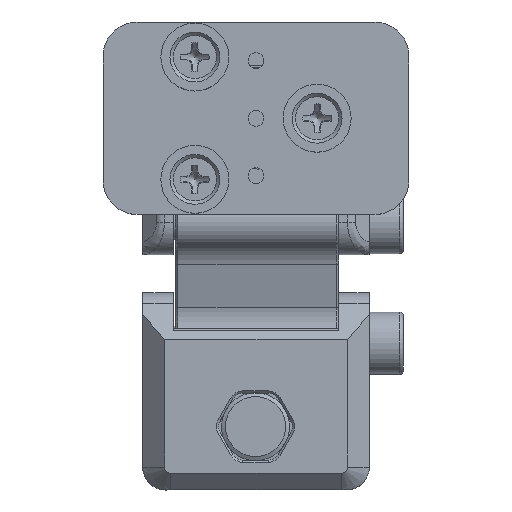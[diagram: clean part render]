
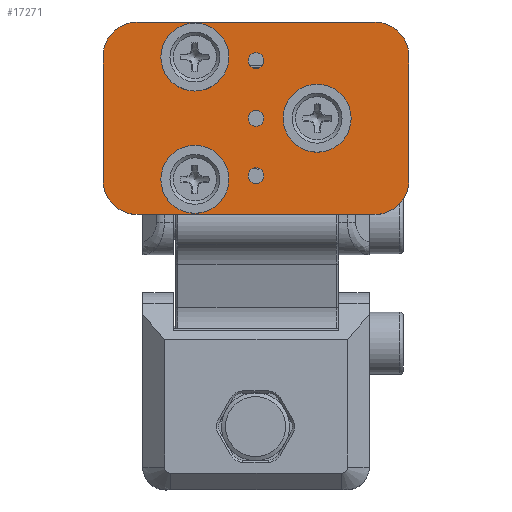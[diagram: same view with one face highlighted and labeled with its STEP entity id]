
A CAD part, top view. The second image highlights one B-rep face of the part: STEP entity #17271.
In plain terms, the highlighted planar face has unit normal (0, 0, 1).
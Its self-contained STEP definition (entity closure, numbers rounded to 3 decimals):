
#1611=PLANE('',#18872);
#1976=CIRCLE('',#18873,1.2);
#1977=CIRCLE('',#18874,1.2);
#1978=CIRCLE('',#18875,1.2);
#1979=CIRCLE('',#18876,0.7);
#1980=CIRCLE('',#18877,0.7);
#1981=CIRCLE('',#18878,0.7);
#1982=CIRCLE('',#18879,3.);
#1983=CIRCLE('',#18880,3.);
#1984=CIRCLE('',#18881,3.);
#1985=CIRCLE('',#18882,3.);
#4418=ORIENTED_EDGE('',*,*,#8480,.T.);
#4419=ORIENTED_EDGE('',*,*,#8481,.T.);
#4420=ORIENTED_EDGE('',*,*,#8482,.T.);
#4421=ORIENTED_EDGE('',*,*,#8483,.T.);
#4422=ORIENTED_EDGE('',*,*,#8484,.T.);
#4423=ORIENTED_EDGE('',*,*,#8485,.T.);
#4424=ORIENTED_EDGE('',*,*,#8486,.F.);
#4425=ORIENTED_EDGE('',*,*,#8487,.F.);
#4426=ORIENTED_EDGE('',*,*,#8488,.F.);
#4427=ORIENTED_EDGE('',*,*,#8489,.F.);
#4428=ORIENTED_EDGE('',*,*,#8490,.F.);
#4429=ORIENTED_EDGE('',*,*,#8491,.F.);
#4430=ORIENTED_EDGE('',*,*,#8492,.F.);
#4431=ORIENTED_EDGE('',*,*,#8493,.F.);
#8480=EDGE_CURVE('',#10658,#10658,#1976,.T.);
#8481=EDGE_CURVE('',#10659,#10659,#1977,.T.);
#8482=EDGE_CURVE('',#10660,#10660,#1978,.T.);
#8483=EDGE_CURVE('',#10661,#10661,#1979,.T.);
#8484=EDGE_CURVE('',#10662,#10662,#1980,.T.);
#8485=EDGE_CURVE('',#10663,#10663,#1981,.T.);
#8486=EDGE_CURVE('',#10664,#10665,#1982,.T.);
#8487=EDGE_CURVE('',#10666,#10664,#12052,.T.);
#8488=EDGE_CURVE('',#10667,#10666,#1983,.T.);
#8489=EDGE_CURVE('',#10668,#10667,#12053,.T.);
#8490=EDGE_CURVE('',#10669,#10668,#1984,.T.);
#8491=EDGE_CURVE('',#10670,#10669,#12054,.T.);
#8492=EDGE_CURVE('',#10671,#10670,#1985,.T.);
#8493=EDGE_CURVE('',#10665,#10671,#12055,.T.);
#10658=VERTEX_POINT('',#26459);
#10659=VERTEX_POINT('',#26461);
#10660=VERTEX_POINT('',#26463);
#10661=VERTEX_POINT('',#26465);
#10662=VERTEX_POINT('',#26467);
#10663=VERTEX_POINT('',#26469);
#10664=VERTEX_POINT('',#26471);
#10665=VERTEX_POINT('',#26472);
#10666=VERTEX_POINT('',#26474);
#10667=VERTEX_POINT('',#26476);
#10668=VERTEX_POINT('',#26478);
#10669=VERTEX_POINT('',#26480);
#10670=VERTEX_POINT('',#26482);
#10671=VERTEX_POINT('',#26484);
#12052=LINE('',#26473,#13358);
#12053=LINE('',#26477,#13359);
#12054=LINE('',#26481,#13360);
#12055=LINE('',#26485,#13361);
#13358=VECTOR('',#21523,1000.);
#13359=VECTOR('',#21526,1000.);
#13360=VECTOR('',#21529,1000.);
#13361=VECTOR('',#21532,1000.);
#14497=EDGE_LOOP('',(#4418));
#14498=EDGE_LOOP('',(#4419));
#14499=EDGE_LOOP('',(#4420));
#14500=EDGE_LOOP('',(#4421));
#14501=EDGE_LOOP('',(#4422));
#14502=EDGE_LOOP('',(#4423));
#14503=EDGE_LOOP('',(#4424,#4425,#4426,#4427,#4428,#4429,#4430,#4431));
#15887=FACE_BOUND('',#14497,.T.);
#15888=FACE_BOUND('',#14498,.T.);
#15889=FACE_BOUND('',#14499,.T.);
#15890=FACE_BOUND('',#14500,.T.);
#15891=FACE_BOUND('',#14501,.T.);
#15892=FACE_BOUND('',#14502,.T.);
#15893=FACE_BOUND('',#14503,.T.);
#17271=ADVANCED_FACE('',(#15887,#15888,#15889,#15890,#15891,#15892,#15893),
#1611,.T.);
#18872=AXIS2_PLACEMENT_3D('',#26457,#21507,#21508);
#18873=AXIS2_PLACEMENT_3D('',#26458,#21509,#21510);
#18874=AXIS2_PLACEMENT_3D('',#26460,#21511,#21512);
#18875=AXIS2_PLACEMENT_3D('',#26462,#21513,#21514);
#18876=AXIS2_PLACEMENT_3D('',#26464,#21515,#21516);
#18877=AXIS2_PLACEMENT_3D('',#26466,#21517,#21518);
#18878=AXIS2_PLACEMENT_3D('',#26468,#21519,#21520);
#18879=AXIS2_PLACEMENT_3D('',#26470,#21521,#21522);
#18880=AXIS2_PLACEMENT_3D('',#26475,#21524,#21525);
#18881=AXIS2_PLACEMENT_3D('',#26479,#21527,#21528);
#18882=AXIS2_PLACEMENT_3D('',#26483,#21530,#21531);
#21507=DIRECTION('',(0.,0.,1.));
#21508=DIRECTION('',(1.,0.,0.));
#21509=DIRECTION('',(0.,0.,-1.));
#21510=DIRECTION('',(1.,0.,0.));
#21511=DIRECTION('',(0.,0.,-1.));
#21512=DIRECTION('',(1.,0.,0.));
#21513=DIRECTION('',(0.,0.,-1.));
#21514=DIRECTION('',(1.,0.,0.));
#21515=DIRECTION('',(0.,0.,-1.));
#21516=DIRECTION('',(1.,0.,0.));
#21517=DIRECTION('',(0.,0.,-1.));
#21518=DIRECTION('',(1.,0.,0.));
#21519=DIRECTION('',(0.,0.,-1.));
#21520=DIRECTION('',(1.,0.,0.));
#21521=DIRECTION('',(0.,0.,-1.));
#21522=DIRECTION('',(0.707,0.707,0.));
#21523=DIRECTION('',(1.,0.,0.));
#21524=DIRECTION('',(0.,0.,-1.));
#21525=DIRECTION('',(-0.707,0.707,0.));
#21526=DIRECTION('',(0.,1.,0.));
#21527=DIRECTION('',(0.,0.,-1.));
#21528=DIRECTION('',(-0.707,-0.707,0.));
#21529=DIRECTION('',(-1.,0.,0.));
#21530=DIRECTION('',(0.,0.,-1.));
#21531=DIRECTION('',(0.707,-0.707,0.));
#21532=DIRECTION('',(0.,-1.,0.));
#26457=CARTESIAN_POINT('',(13.5,-8.5,0.));
#26458=CARTESIAN_POINT('',(8.1,-13.9,0.));
#26459=CARTESIAN_POINT('',(9.3,-13.9,0.));
#26460=CARTESIAN_POINT('',(18.9,-8.5,0.));
#26461=CARTESIAN_POINT('',(20.1,-8.5,0.));
#26462=CARTESIAN_POINT('',(8.1,-3.1,0.));
#26463=CARTESIAN_POINT('',(9.3,-3.1,0.));
#26464=CARTESIAN_POINT('',(13.5,-13.58,0.));
#26465=CARTESIAN_POINT('',(14.2,-13.58,0.));
#26466=CARTESIAN_POINT('',(13.5,-3.42,0.));
#26467=CARTESIAN_POINT('',(14.2,-3.42,0.));
#26468=CARTESIAN_POINT('',(13.5,-8.5,0.));
#26469=CARTESIAN_POINT('',(14.2,-8.5,0.));
#26470=CARTESIAN_POINT('',(24.,-3.,0.));
#26471=CARTESIAN_POINT('',(24.,0.,0.));
#26472=CARTESIAN_POINT('',(27.,-3.,0.));
#26473=CARTESIAN_POINT('',(0.,0.,0.));
#26474=CARTESIAN_POINT('',(3.,0.,0.));
#26475=CARTESIAN_POINT('',(3.,-3.,0.));
#26476=CARTESIAN_POINT('',(0.,-3.,0.));
#26477=CARTESIAN_POINT('',(0.,-17.,0.));
#26478=CARTESIAN_POINT('',(0.,-14.,0.));
#26479=CARTESIAN_POINT('',(3.,-14.,0.));
#26480=CARTESIAN_POINT('',(3.,-17.,0.));
#26481=CARTESIAN_POINT('',(27.,-17.,0.));
#26482=CARTESIAN_POINT('',(24.,-17.,0.));
#26483=CARTESIAN_POINT('',(24.,-14.,0.));
#26484=CARTESIAN_POINT('',(27.,-14.,0.));
#26485=CARTESIAN_POINT('',(27.,0.,0.));
